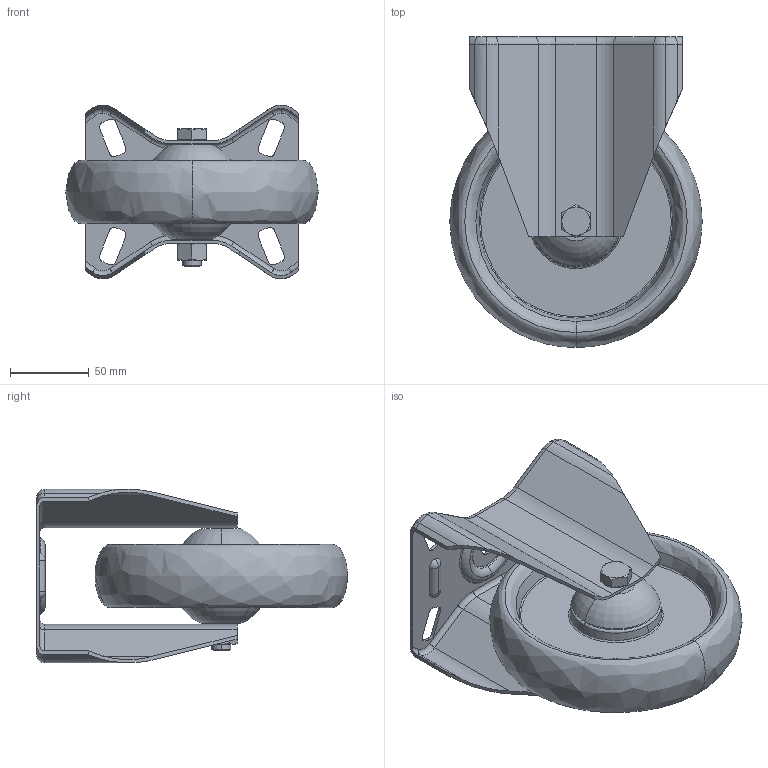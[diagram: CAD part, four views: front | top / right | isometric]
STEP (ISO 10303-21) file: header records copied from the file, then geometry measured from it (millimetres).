
FILE_DESCRIPTION (( 'STEP AP214' ), '1' );
FILE_NAME ('0027461.step', '2021-05-05T11:33:52', ( 'Windows-Benutzer' ), ( '' ), 'SwSTEP 2.0', 'SolidWorks 2020', '' );
FILE_SCHEMA (( 'AUTOMOTIVE_DESIGN' ));
Length unit declared in the file: millimetre
Products named in the file (1): 0027461
Bounding box: 160 x 196.94 x 109.99 mm (x, y, z)
Volume: 533877.6 mm3; surface area: 214333.9 mm2
Topology: 7 solids, 7 shells, 341 faces, 818 edges, 504 vertices
Faces by surface type: cylinder 116, plane 79, torus 56, cone 52, bspline 34, sphere 4
Entity records: 15017 total; most frequent: CARTESIAN_POINT 3220, DIRECTION 1780, ORIENTED_EDGE 1628, EDGE_CURVE 814, AXIS2_PLACEMENT_3D 756, VERTEX_POINT 504, CIRCLE 448, EDGE_LOOP 382
